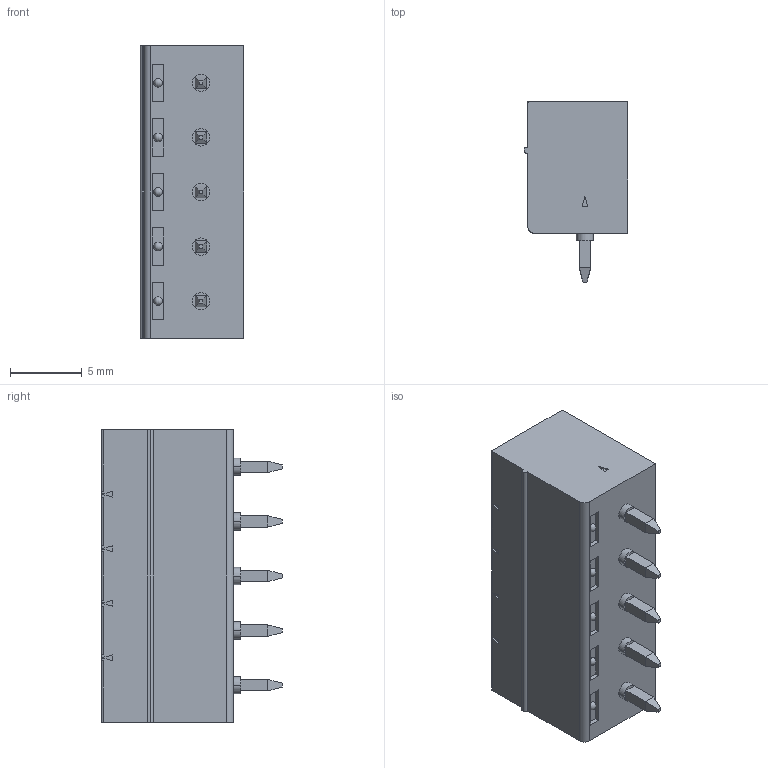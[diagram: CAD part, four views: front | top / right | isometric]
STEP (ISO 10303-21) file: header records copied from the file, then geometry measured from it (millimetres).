
FILE_DESCRIPTION(('STEP AP242'),'1');
FILE_NAME('1803455.stp','2020-11-14T19:49:47',('TraceParts'),('TraceParts S.A.'),'Spatial InterOp 3D',' ',' ');
FILE_SCHEMA(('AP242_MANAGED_MODEL_BASED_3D_ENGINEERING_MIM_LF {1 0 10303 442 1 1 4}'));
Length unit declared in the file: millimetre
Products named in the file (1): 1803455
Bounding box: 7.25 x 12.6 x 20.44 mm (x, y, z)
Volume: 780.5 mm3; surface area: 1718.6 mm2
Topology: 1 solids, 1 shells, 372 faces, 935 edges, 599 vertices
Faces by surface type: plane 287, cylinder 70, cone 10, sphere 5
Entity records: 13905 total; most frequent: CARTESIAN_POINT 1917, ORIENTED_EDGE 1850, DIRECTION 1821, EDGE_CURVE 925, LINE 755, VECTOR 755, VERTEX_POINT 599, AXIS2_PLACEMENT_3D 533
